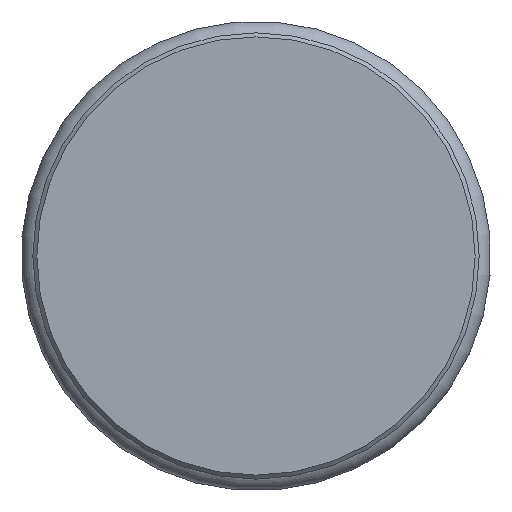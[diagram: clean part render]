
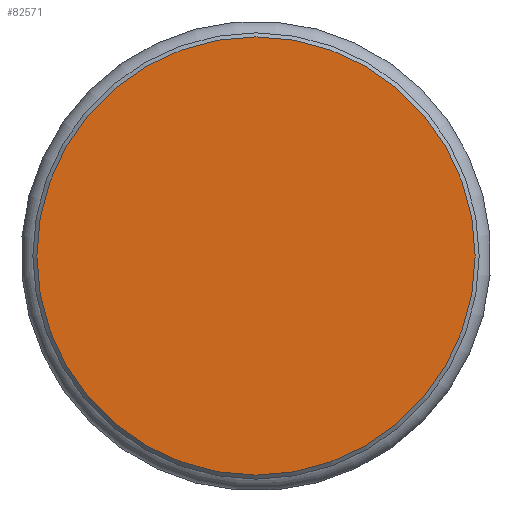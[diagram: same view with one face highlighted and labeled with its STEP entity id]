
A CAD part, left-side view. The second image highlights one B-rep face of the part: STEP entity #82571.
In plain terms, the highlighted planar face has unit normal (-1, 0, 0).
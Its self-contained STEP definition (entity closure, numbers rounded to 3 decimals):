
#82555=CARTESIAN_POINT('',(0.0,8.525,0.0));
#82556=DIRECTION('',(-1.0,0.0,0.0));
#82557=DIRECTION('',(0.0,0.0,1.0));
#82558=AXIS2_PLACEMENT_3D('',#82555,#82556,#82557);
#82559=PLANE('',#82558);
#82560=CARTESIAN_POINT('',(0.0,10.8,0.));
#82561=VERTEX_POINT('',#82560);
#82562=CARTESIAN_POINT('',(0.0,0.0,0.0));
#82563=DIRECTION('',(1.0,0.0,0.0));
#82564=DIRECTION('',(0.0,-1.0,0.0));
#82565=AXIS2_PLACEMENT_3D('',#82562,#82563,#82564);
#82566=CIRCLE('',#82565,10.8);
#82567=EDGE_CURVE('',#82561,#82561,#82566,.T.);
#82568=ORIENTED_EDGE('',*,*,#82567,.F.);
#82569=EDGE_LOOP('',(#82568));
#82570=FACE_OUTER_BOUND('',#82569,.T.);
#82571=ADVANCED_FACE('',(#82570),#82559,.T.);
